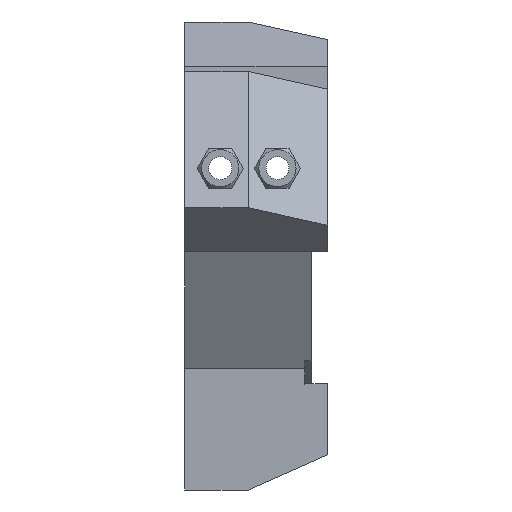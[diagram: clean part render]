
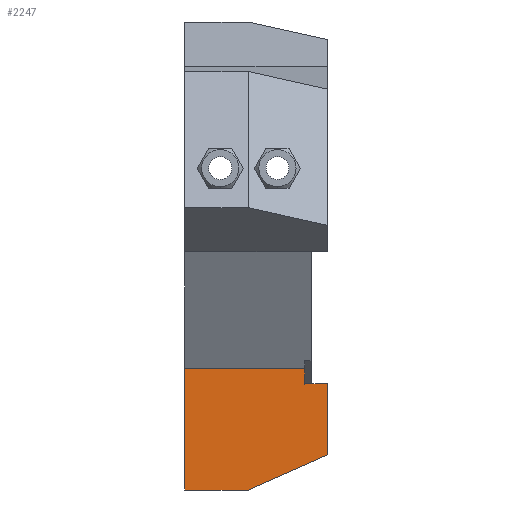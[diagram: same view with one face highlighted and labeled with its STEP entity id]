
A CAD part, left-side view. The second image highlights one B-rep face of the part: STEP entity #2247.
In plain terms, the highlighted planar face has unit normal (-1, 0, 0).
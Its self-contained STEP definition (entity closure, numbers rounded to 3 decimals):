
#40 = VECTOR ( 'NONE', #1406, 1000. ) ;
#186 = CARTESIAN_POINT ( 'NONE',  ( -7., 20., -34.979 ) ) ;
#267 = EDGE_CURVE ( 'NONE', #1550, #2625, #3069, .T. ) ;
#352 = EDGE_CURVE ( 'NONE', #1550, #2832, #2795, .T. ) ;
#385 = CARTESIAN_POINT ( 'NONE',  ( -7., 11.07, -34.979 ) ) ;
#407 = CARTESIAN_POINT ( 'NONE',  ( -7., 20., -34.979 ) ) ;
#528 = DIRECTION ( 'NONE',  ( 0., 1., 0. ) ) ;
#560 = ORIENTED_EDGE ( 'NONE', *, *, #2613, .F. ) ;
#591 = VECTOR ( 'NONE', #2149, 1000. ) ;
#600 = DIRECTION ( 'NONE',  ( 0., -1., 0. ) ) ;
#624 = EDGE_CURVE ( 'NONE', #2087, #3318, #1271, .T. ) ;
#644 = VECTOR ( 'NONE', #3314, 1000. ) ;
#784 = CARTESIAN_POINT ( 'NONE',  ( -7., 0., -20.092 ) ) ;
#852 = PLANE ( 'NONE',  #2567 ) ;
#898 = ORIENTED_EDGE ( 'NONE', *, *, #267, .F. ) ;
#1182 = CARTESIAN_POINT ( 'NONE',  ( -7., 0., 0. ) ) ;
#1232 = DIRECTION ( 'NONE',  ( 0., -1., 0. ) ) ;
#1271 = LINE ( 'NONE', #2045, #644 ) ;
#1273 = ORIENTED_EDGE ( 'NONE', *, *, #624, .T. ) ;
#1406 = DIRECTION ( 'NONE',  ( 0., 0., 1. ) ) ;
#1428 = ORIENTED_EDGE ( 'NONE', *, *, #1558, .T. ) ;
#1546 = CARTESIAN_POINT ( 'NONE',  ( -7., 3.2, -18.013 ) ) ;
#1550 = VERTEX_POINT ( 'NONE', #407 ) ;
#1552 = CARTESIAN_POINT ( 'NONE',  ( -7., 20., -20.092 ) ) ;
#1554 = CARTESIAN_POINT ( 'NONE',  ( -7., 0., -30.05 ) ) ;
#1558 = EDGE_CURVE ( 'NONE', #1764, #2098, #2693, .T. ) ;
#1578 = CARTESIAN_POINT ( 'NONE',  ( -7., 20., -18.013 ) ) ;
#1611 = LINE ( 'NONE', #2655, #2945 ) ;
#1670 = FACE_OUTER_BOUND ( 'NONE', #3274, .T. ) ;
#1764 = VERTEX_POINT ( 'NONE', #1554 ) ;
#1824 = CARTESIAN_POINT ( 'NONE',  ( -7., 5.525, -32.51 ) ) ;
#1837 = VECTOR ( 'NONE', #2055, 1000. ) ;
#2045 = CARTESIAN_POINT ( 'NONE',  ( -7., 3.2, 0. ) ) ;
#2055 = DIRECTION ( 'NONE',  ( 0., 0., 1. ) ) ;
#2066 = EDGE_CURVE ( 'NONE', #2098, #2087, #2585, .T. ) ;
#2087 = VERTEX_POINT ( 'NONE', #2092 ) ;
#2092 = CARTESIAN_POINT ( 'NONE',  ( -7., 3.2, -20.092 ) ) ;
#2098 = VERTEX_POINT ( 'NONE', #784 ) ;
#2149 = DIRECTION ( 'NONE',  ( 0., 0.914, -0.407 ) ) ;
#2247 = ADVANCED_FACE ( 'NONE', ( #1670 ), #852, .F. ) ;
#2378 = LINE ( 'NONE', #1824, #591 ) ;
#2411 = DIRECTION ( 'NONE',  ( 0., 0., -1. ) ) ;
#2446 = CARTESIAN_POINT ( 'NONE',  ( -7., 20., 0. ) ) ;
#2454 = VECTOR ( 'NONE', #528, 1000. ) ;
#2506 = VECTOR ( 'NONE', #1232, 1000. ) ;
#2567 = AXIS2_PLACEMENT_3D ( 'NONE', #2446, #3176, #2411 ) ;
#2572 = ORIENTED_EDGE ( 'NONE', *, *, #3054, .F. ) ;
#2585 = LINE ( 'NONE', #1552, #2454 ) ;
#2613 = EDGE_CURVE ( 'NONE', #2625, #3318, #1611, .T. ) ;
#2625 = VERTEX_POINT ( 'NONE', #1578 ) ;
#2655 = CARTESIAN_POINT ( 'NONE',  ( -7., 20., -18.013 ) ) ;
#2693 = LINE ( 'NONE', #1182, #40 ) ;
#2795 = LINE ( 'NONE', #186, #2506 ) ;
#2832 = VERTEX_POINT ( 'NONE', #385 ) ;
#2945 = VECTOR ( 'NONE', #600, 1000. ) ;
#3054 = EDGE_CURVE ( 'NONE', #1764, #2832, #2378, .T. ) ;
#3069 = LINE ( 'NONE', #3345, #1837 ) ;
#3176 = DIRECTION ( 'NONE',  ( 1., 0., 0. ) ) ;
#3233 = ORIENTED_EDGE ( 'NONE', *, *, #352, .T. ) ;
#3274 = EDGE_LOOP ( 'NONE', ( #1428, #3352, #1273, #560, #898, #3233, #2572 ) ) ;
#3314 = DIRECTION ( 'NONE',  ( 0., 0., 1. ) ) ;
#3318 = VERTEX_POINT ( 'NONE', #1546 ) ;
#3345 = CARTESIAN_POINT ( 'NONE',  ( -7., 20., 0. ) ) ;
#3352 = ORIENTED_EDGE ( 'NONE', *, *, #2066, .T. ) ;
